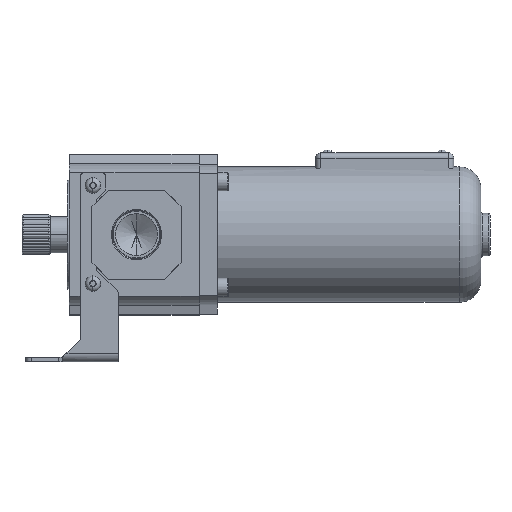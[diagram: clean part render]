
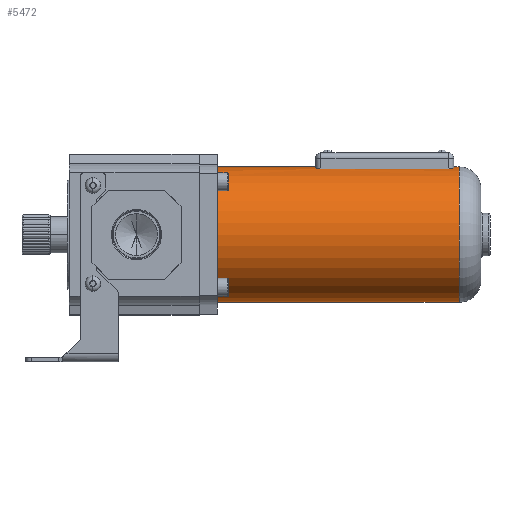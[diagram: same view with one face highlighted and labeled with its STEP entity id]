
A CAD part, left-side view. The second image highlights one B-rep face of the part: STEP entity #5472.
In plain terms, the highlighted cylindrical face has radius 37.25 mm (diameter 74.5 mm), a partial arc.
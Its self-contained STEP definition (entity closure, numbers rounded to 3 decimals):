
#340 = VERTEX_POINT ( 'NONE', #613 ) ;
#613 = CARTESIAN_POINT ( 'NONE',  ( 0., -174.5, 37.25 ) ) ;
#678 = CARTESIAN_POINT ( 'NONE',  ( -8.173, -173.768, 36.343 ) ) ;
#714 = ORIENTED_EDGE ( 'NONE', *, *, #10378, .T. ) ;
#788 = CARTESIAN_POINT ( 'NONE',  ( 0., -174.5, 0. ) ) ;
#1026 = CARTESIAN_POINT ( 'NONE',  ( -7.703, -98.875, 36.447 ) ) ;
#1100 = EDGE_CURVE ( 'NONE', #3004, #340, #3662, .T. ) ;
#1676 = AXIS2_PLACEMENT_3D ( 'NONE', #788, #12446, #2469 ) ;
#1699 = LINE ( 'NONE', #8659, #18862 ) ;
#1724 = CARTESIAN_POINT ( 'NONE',  ( -9.2, -101.5, 36.096 ) ) ;
#1801 = ORIENTED_EDGE ( 'NONE', *, *, #7852, .T. ) ;
#2029 = ORIENTED_EDGE ( 'NONE', *, *, #20219, .F. ) ;
#2092 = ORIENTED_EDGE ( 'NONE', *, *, #6664, .F. ) ;
#2299 = CARTESIAN_POINT ( 'NONE',  ( -6.397, -174.5, 36.697 ) ) ;
#2367 = CARTESIAN_POINT ( 'NONE',  ( -8.575, -173.343, 36.25 ) ) ;
#2469 = DIRECTION ( 'NONE',  ( 0., 0., -1. ) ) ;
#2497 = DIRECTION ( 'NONE',  ( 0., 0., 1. ) ) ;
#2533 = DIRECTION ( 'NONE',  ( 0., -1., 0. ) ) ;
#2631 = CARTESIAN_POINT ( 'NONE',  ( -9.2, -101.5, 36.096 ) ) ;
#2716 = CARTESIAN_POINT ( 'NONE',  ( -6.977, -98.596, 36.591 ) ) ;
#2893 = CARTESIAN_POINT ( 'NONE',  ( 0., -44.5, 37.25 ) ) ;
#3004 = VERTEX_POINT ( 'NONE', #8874 ) ;
#3192 = CARTESIAN_POINT ( 'NONE',  ( -9.2, -171.5, 36.096 ) ) ;
#3662 = CIRCLE ( 'NONE', #1676, 37.25 ) ;
#4055 = CARTESIAN_POINT ( 'NONE',  ( -8.891, -172.841, 36.174 ) ) ;
#4072 = VECTOR ( 'NONE', #20961, 1000. ) ;
#4390 = CARTESIAN_POINT ( 'NONE',  ( -6.397, -98.5, 36.697 ) ) ;
#5169 = VERTEX_POINT ( 'NONE', #3192 ) ;
#5323 = CARTESIAN_POINT ( 'NONE',  ( 0., -44.5, 0. ) ) ;
#5472 = ADVANCED_FACE ( 'NONE', ( #7277 ), #11171, .T. ) ;
#5614 = CARTESIAN_POINT ( 'NONE',  ( 0., -189.5, 37.25 ) ) ;
#5739 = CARTESIAN_POINT ( 'NONE',  ( -9.2, -171.901, 36.096 ) ) ;
#5803 = CARTESIAN_POINT ( 'NONE',  ( 0., -189.5, 0. ) ) ;
#5880 = DIRECTION ( 'NONE',  ( 0., 1., 0. ) ) ;
#6004 = CARTESIAN_POINT ( 'NONE',  ( -9.103, -100.716, 36.121 ) ) ;
#6061 = CARTESIAN_POINT ( 'NONE',  ( -6.2, -98.5, 36.73 ) ) ;
#6126 = ORIENTED_EDGE ( 'NONE', *, *, #9139, .T. ) ;
#6197 = LINE ( 'NONE', #5614, #14507 ) ;
#6664 = EDGE_CURVE ( 'NONE', #7719, #5169, #11342, .T. ) ;
#6934 = VECTOR ( 'NONE', #15535, 1000. ) ;
#7017 = DIRECTION ( 'NONE',  ( 0., 0., -1. ) ) ;
#7277 = FACE_OUTER_BOUND ( 'NONE', #9846, .T. ) ;
#7345 = CIRCLE ( 'NONE', #21219, 37.25 ) ;
#7358 = CARTESIAN_POINT ( 'NONE',  ( -6.972, -174.405, 36.592 ) ) ;
#7499 = CARTESIAN_POINT ( 'NONE',  ( 0., -98.5, 37.25 ) ) ;
#7709 = CARTESIAN_POINT ( 'NONE',  ( -8.891, -100.16, 36.173 ) ) ;
#7719 = VERTEX_POINT ( 'NONE', #1724 ) ;
#7761 = VERTEX_POINT ( 'NONE', #15246 ) ;
#7852 = EDGE_CURVE ( 'NONE', #3004, #5169, #7931, .T. ) ;
#7931 = B_SPLINE_CURVE_WITH_KNOTS ( 'NONE', 3,
 ( #10597, #2299, #17284, #7358, #18954, #9009, #20645, #10669, #678, #12349, #2367, #14015, #4055, #15676, #5739, #17357 ),
 .UNSPECIFIED., .F., .F.,
 ( 4, 2, 2, 2, 2, 2, 2, 4 ),
 ( 0., 0.001, 0.001, 0.002, 0.002, 0.003, 0.004, 0.005 ),
 .UNSPECIFIED. ) ;
#8452 = CARTESIAN_POINT ( 'NONE',  ( 0., -44.5, -37.25 ) ) ;
#8659 = CARTESIAN_POINT ( 'NONE',  ( 0., -189.5, 37.25 ) ) ;
#8874 = CARTESIAN_POINT ( 'NONE',  ( -6.2, -174.5, 36.73 ) ) ;
#9009 = CARTESIAN_POINT ( 'NONE',  ( -7.523, -174.2, 36.483 ) ) ;
#9120 = AXIS2_PLACEMENT_3D ( 'NONE', #9712, #21367, #11378 ) ;
#9139 = EDGE_CURVE ( 'NONE', #10970, #18089, #20932, .T. ) ;
#9342 = CARTESIAN_POINT ( 'NONE',  ( -8.579, -99.661, 36.249 ) ) ;
#9428 = VERTEX_POINT ( 'NONE', #6061 ) ;
#9712 = CARTESIAN_POINT ( 'NONE',  ( 0., -177.5, 0. ) ) ;
#9846 = EDGE_LOOP ( 'NONE', ( #20685, #21449, #17375, #16884, #1801, #2092, #714, #2029, #11755, #6126 ) ) ;
#10313 = DIRECTION ( 'NONE',  ( 0., 1., 0. ) ) ;
#10378 = EDGE_CURVE ( 'NONE', #7719, #9428, #12128, .T. ) ;
#10420 = CARTESIAN_POINT ( 'NONE',  ( 0., -177.5, 37.25 ) ) ;
#10597 = CARTESIAN_POINT ( 'NONE',  ( -6.2, -174.5, 36.73 ) ) ;
#10669 = CARTESIAN_POINT ( 'NONE',  ( -8.019, -173.894, 36.377 ) ) ;
#10839 = EDGE_CURVE ( 'NONE', #7761, #18089, #13452, .T. ) ;
#10970 = VERTEX_POINT ( 'NONE', #2893 ) ;
#11022 = CARTESIAN_POINT ( 'NONE',  ( -8.036, -99.096, 36.374 ) ) ;
#11171 = CYLINDRICAL_SURFACE ( 'NONE', #18113, 37.25 ) ;
#11342 = LINE ( 'NONE', #17141, #6934 ) ;
#11378 = DIRECTION ( 'NONE',  ( 0., 0., -1. ) ) ;
#11755 = ORIENTED_EDGE ( 'NONE', *, *, #19042, .T. ) ;
#12128 = B_SPLINE_CURVE_WITH_KNOTS ( 'NONE', 3,
 ( #2631, #12625, #15946, #6004, #17631, #7709, #19293, #9342, #20995, #11022, #1026, #12695, #2716, #14350, #4390, #16023 ),
 .UNSPECIFIED., .F., .F.,
 ( 4, 2, 2, 2, 2, 2, 2, 4 ),
 ( 0., 0.001, 0.001, 0.002, 0.002, 0.004, 0.004, 0.005 ),
 .UNSPECIFIED. ) ;
#12349 = CARTESIAN_POINT ( 'NONE',  ( -8.451, -173.493, 36.279 ) ) ;
#12446 = DIRECTION ( 'NONE',  ( 0., 1., 0. ) ) ;
#12471 = VERTEX_POINT ( 'NONE', #10420 ) ;
#12516 = CARTESIAN_POINT ( 'NONE',  ( 0., -98.5, 0. ) ) ;
#12625 = CARTESIAN_POINT ( 'NONE',  ( -9.2, -101.3, 36.096 ) ) ;
#12695 = CARTESIAN_POINT ( 'NONE',  ( -7.165, -98.653, 36.555 ) ) ;
#12697 = EDGE_CURVE ( 'NONE', #7761, #12471, #13399, .T. ) ;
#13399 = CIRCLE ( 'NONE', #9120, 37.25 ) ;
#13452 = LINE ( 'NONE', #19270, #4072 ) ;
#14015 = CARTESIAN_POINT ( 'NONE',  ( -8.796, -173.017, 36.197 ) ) ;
#14188 = DIRECTION ( 'NONE',  ( 0., 0., 1. ) ) ;
#14350 = CARTESIAN_POINT ( 'NONE',  ( -6.592, -98.519, 36.663 ) ) ;
#14507 = VECTOR ( 'NONE', #17232, 1000. ) ;
#15246 = CARTESIAN_POINT ( 'NONE',  ( 0., -177.5, -37.25 ) ) ;
#15535 = DIRECTION ( 'NONE',  ( 0., -1., 0. ) ) ;
#15676 = CARTESIAN_POINT ( 'NONE',  ( -9.119, -172.298, 36.117 ) ) ;
#15946 = CARTESIAN_POINT ( 'NONE',  ( -9.18, -101.103, 36.101 ) ) ;
#16023 = CARTESIAN_POINT ( 'NONE',  ( -6.2, -98.5, 36.73 ) ) ;
#16884 = ORIENTED_EDGE ( 'NONE', *, *, #1100, .F. ) ;
#16947 = DIRECTION ( 'NONE',  ( 0., -1., 0. ) ) ;
#17141 = CARTESIAN_POINT ( 'NONE',  ( -9.2, -189.5, 36.096 ) ) ;
#17232 = DIRECTION ( 'NONE',  ( 0., 1., 0. ) ) ;
#17284 = CARTESIAN_POINT ( 'NONE',  ( -6.591, -174.481, 36.663 ) ) ;
#17357 = CARTESIAN_POINT ( 'NONE',  ( -9.2, -171.5, 36.096 ) ) ;
#17375 = ORIENTED_EDGE ( 'NONE', *, *, #17788, .T. ) ;
#17631 = CARTESIAN_POINT ( 'NONE',  ( -9.044, -100.524, 36.136 ) ) ;
#17788 = EDGE_CURVE ( 'NONE', #12471, #340, #6197, .T. ) ;
#18021 = AXIS2_PLACEMENT_3D ( 'NONE', #5323, #16947, #7017 ) ;
#18089 = VERTEX_POINT ( 'NONE', #8452 ) ;
#18113 = AXIS2_PLACEMENT_3D ( 'NONE', #5803, #5880, #2497 ) ;
#18862 = VECTOR ( 'NONE', #10313, 1000. ) ;
#18954 = CARTESIAN_POINT ( 'NONE',  ( -7.161, -174.349, 36.556 ) ) ;
#19042 = EDGE_CURVE ( 'NONE', #21578, #10970, #1699, .T. ) ;
#19270 = CARTESIAN_POINT ( 'NONE',  ( 0., -189.5, -37.25 ) ) ;
#19293 = CARTESIAN_POINT ( 'NONE',  ( -8.798, -99.987, 36.196 ) ) ;
#20219 = EDGE_CURVE ( 'NONE', #21578, #9428, #7345, .T. ) ;
#20645 = CARTESIAN_POINT ( 'NONE',  ( -7.694, -174.109, 36.447 ) ) ;
#20685 = ORIENTED_EDGE ( 'NONE', *, *, #10839, .F. ) ;
#20932 = CIRCLE ( 'NONE', #18021, 37.25 ) ;
#20961 = DIRECTION ( 'NONE',  ( 0., 1., 0. ) ) ;
#20995 = CARTESIAN_POINT ( 'NONE',  ( -8.452, -99.508, 36.279 ) ) ;
#21219 = AXIS2_PLACEMENT_3D ( 'NONE', #12516, #2533, #14188 ) ;
#21367 = DIRECTION ( 'NONE',  ( 0., 1., 0. ) ) ;
#21449 = ORIENTED_EDGE ( 'NONE', *, *, #12697, .T. ) ;
#21578 = VERTEX_POINT ( 'NONE', #7499 ) ;
